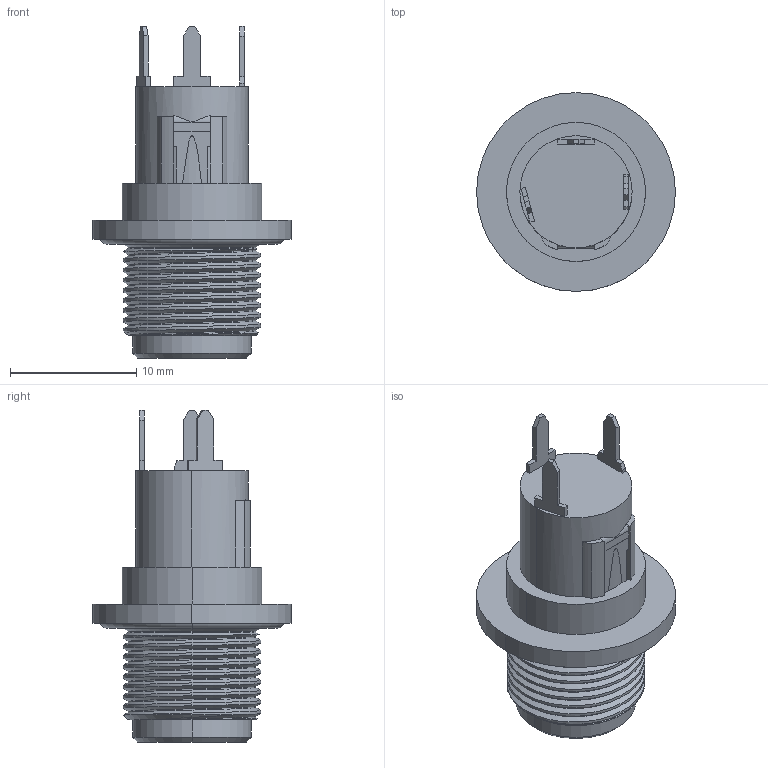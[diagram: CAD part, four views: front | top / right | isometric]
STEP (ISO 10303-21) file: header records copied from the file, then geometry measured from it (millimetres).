
FILE_DESCRIPTION (( 'STEP AP214' ), '1' );
FILE_NAME ('PCL712AS.STEP', '2019-04-18T05:33:00', ( 'Windows User' ), ( 'Colorado State University' ), 'SwSTEP 2.0', 'SolidWorks 2018', '' );
FILE_SCHEMA (( 'AUTOMOTIVE_DESIGN' ));
Length unit declared in the file: inch
Products named in the file (1): PCL712AS
Bounding box: 15.75 x 15.75 x 26.29 mm (x, y, z)
Volume: 1630.7 mm3; surface area: 1452.2 mm2
Topology: 1 solids, 1 shells, 151 faces, 387 edges, 250 vertices
Faces by surface type: plane 66, cylinder 63, cone 12, torus 8, bspline 2
Entity records: 5771 total; most frequent: CARTESIAN_POINT 2246, ORIENTED_EDGE 774, DIRECTION 683, EDGE_CURVE 387, VERTEX_POINT 250, AXIS2_PLACEMENT_3D 235, LINE 213, VECTOR 213
